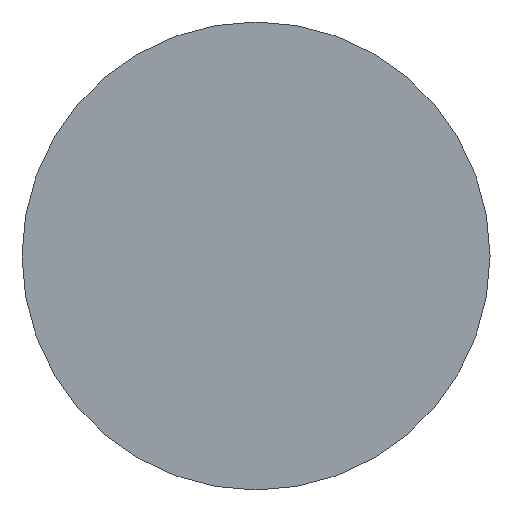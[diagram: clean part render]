
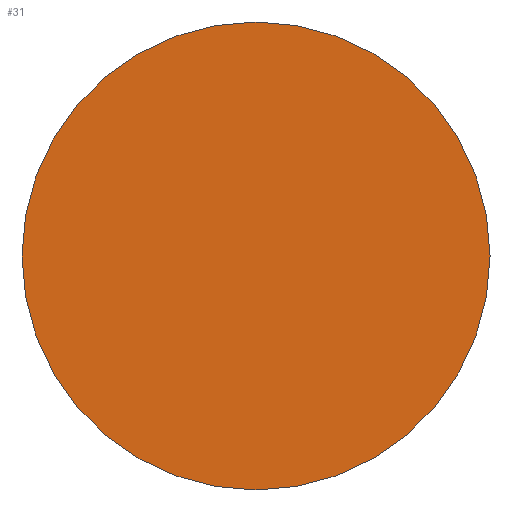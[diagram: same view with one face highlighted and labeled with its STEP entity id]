
A CAD part, front view. The second image highlights one B-rep face of the part: STEP entity #31.
In plain terms, the highlighted planar face has unit normal (0, -1, 0).
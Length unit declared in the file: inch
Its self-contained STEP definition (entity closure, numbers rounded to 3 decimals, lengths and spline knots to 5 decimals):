
#26 = EDGE_CURVE ( 'NONE', #86, #325, #106, .T. ) ;
#31 = ADVANCED_FACE ( 'NONE', ( #434 ), #380, .T. ) ;
#50 = DIRECTION ( 'NONE',  ( 0., 0., -1. ) ) ;
#64 = EDGE_CURVE ( 'NONE', #325, #86, #196, .T. ) ;
#68 = AXIS2_PLACEMENT_3D ( 'NONE', #83, #291, #113 ) ;
#83 = CARTESIAN_POINT ( 'NONE',  ( 0., 0., 0. ) ) ;
#86 = VERTEX_POINT ( 'NONE', #246 ) ;
#103 = DIRECTION ( 'NONE',  ( 0., -1., 0. ) ) ;
#106 = CIRCLE ( 'NONE', #68, 0.125 ) ;
#113 = DIRECTION ( 'NONE',  ( 0., 0., -1. ) ) ;
#140 = ORIENTED_EDGE ( 'NONE', *, *, #64, .T. ) ;
#141 = AXIS2_PLACEMENT_3D ( 'NONE', #301, #224, #50 ) ;
#196 = CIRCLE ( 'NONE', #250, 0.125 ) ;
#224 = DIRECTION ( 'NONE',  ( 0., -1., 0. ) ) ;
#246 = CARTESIAN_POINT ( 'NONE',  ( 0., 0., 0.125 ) ) ;
#250 = AXIS2_PLACEMENT_3D ( 'NONE', #430, #103, #458 ) ;
#264 = EDGE_LOOP ( 'NONE', ( #140, #454 ) ) ;
#291 = DIRECTION ( 'NONE',  ( 0., -1., 0. ) ) ;
#301 = CARTESIAN_POINT ( 'NONE',  ( 0., 0., 0. ) ) ;
#325 = VERTEX_POINT ( 'NONE', #361 ) ;
#361 = CARTESIAN_POINT ( 'NONE',  ( 0., 0., -0.125 ) ) ;
#380 = PLANE ( 'NONE',  #141 ) ;
#430 = CARTESIAN_POINT ( 'NONE',  ( 0., 0., 0. ) ) ;
#434 = FACE_OUTER_BOUND ( 'NONE', #264, .T. ) ;
#454 = ORIENTED_EDGE ( 'NONE', *, *, #26, .T. ) ;
#458 = DIRECTION ( 'NONE',  ( 0., 0., -1. ) ) ;
